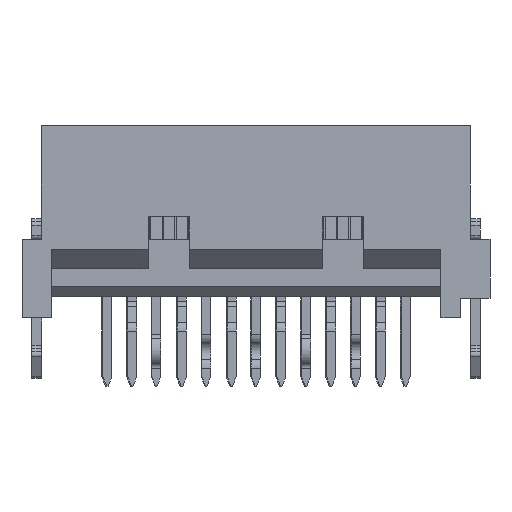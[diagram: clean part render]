
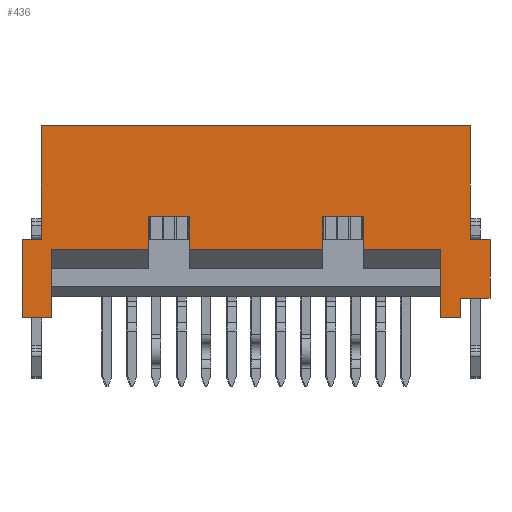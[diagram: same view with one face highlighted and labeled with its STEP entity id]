
A CAD part, front view. The second image highlights one B-rep face of the part: STEP entity #436.
In plain terms, the highlighted planar face has unit normal (0, -1, 0).
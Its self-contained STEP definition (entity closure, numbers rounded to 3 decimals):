
#35=CARTESIAN_POINT('',(-10.451,-3.511,0.));
#36=VERTEX_POINT('',#35);
#37=CARTESIAN_POINT('',(-11.956,-3.511,0.));
#38=VERTEX_POINT('',#37);
#39=CARTESIAN_POINT('',(-10.451,-3.511,0.));
#40=DIRECTION('',(-1.,0.,0.));
#41=VECTOR('',#40,1.505);
#42=LINE('',#39,#41);
#43=EDGE_CURVE('',#36,#38,#42,.T.);
#252=CARTESIAN_POINT('',(-10.451,-3.511,3.511));
#253=VERTEX_POINT('',#252);
#260=CARTESIAN_POINT('',(-10.451,-3.511,3.511));
#261=DIRECTION('',(0.,0.,-1.));
#262=VECTOR('',#261,3.511);
#263=LINE('',#260,#262);
#264=EDGE_CURVE('',#253,#36,#263,.T.);
#269=CARTESIAN_POINT('',(-11.956,-3.511,0.));
#270=DIRECTION('',(1.,0.,0.));
#271=DIRECTION('',(0.,-1.,0.));
#272=AXIS2_PLACEMENT_3D('',#269,#271,#270);
#273=PLANE('',#272);
#274=CARTESIAN_POINT('',(-3.41,-3.511,3.511));
#275=VERTEX_POINT('',#274);
#276=CARTESIAN_POINT('',(3.41,-3.511,3.511));
#277=VERTEX_POINT('',#276);
#278=CARTESIAN_POINT('',(-3.41,-3.511,3.511));
#279=DIRECTION('',(1.,0.,0.));
#280=VECTOR('',#279,6.82);
#281=LINE('',#278,#280);
#282=EDGE_CURVE('',#275,#277,#281,.T.);
#283=ORIENTED_EDGE('',*,*,#282,.T.);
#284=CARTESIAN_POINT('',(3.41,-3.511,5.165));
#285=VERTEX_POINT('',#284);
#286=CARTESIAN_POINT('',(3.41,-3.511,3.511));
#287=DIRECTION('',(0.,0.,1.));
#288=VECTOR('',#287,1.655);
#289=LINE('',#286,#288);
#290=EDGE_CURVE('',#277,#285,#289,.T.);
#291=ORIENTED_EDGE('',*,*,#290,.T.);
#292=CARTESIAN_POINT('',(5.517,-3.511,5.165));
#293=VERTEX_POINT('',#292);
#294=CARTESIAN_POINT('',(3.41,-3.511,5.165));
#295=DIRECTION('',(1.,0.,0.));
#296=VECTOR('',#295,2.106);
#297=LINE('',#294,#296);
#298=EDGE_CURVE('',#285,#293,#297,.T.);
#299=ORIENTED_EDGE('',*,*,#298,.T.);
#300=CARTESIAN_POINT('',(5.517,-3.511,3.511));
#301=VERTEX_POINT('',#300);
#302=CARTESIAN_POINT('',(5.517,-3.511,5.165));
#303=DIRECTION('',(0.,0.,-1.));
#304=VECTOR('',#303,1.655);
#305=LINE('',#302,#304);
#306=EDGE_CURVE('',#293,#301,#305,.T.);
#307=ORIENTED_EDGE('',*,*,#306,.T.);
#308=CARTESIAN_POINT('',(9.448,-3.511,3.511));
#309=VERTEX_POINT('',#308);
#310=CARTESIAN_POINT('',(5.517,-3.511,3.511));
#311=DIRECTION('',(1.,0.,0.));
#312=VECTOR('',#311,3.932);
#313=LINE('',#310,#312);
#314=EDGE_CURVE('',#301,#309,#313,.T.);
#315=ORIENTED_EDGE('',*,*,#314,.T.);
#316=CARTESIAN_POINT('',(9.448,-3.511,0.));
#317=VERTEX_POINT('',#316);
#318=CARTESIAN_POINT('',(9.448,-3.511,3.511));
#319=DIRECTION('',(0.,0.,-1.));
#320=VECTOR('',#319,3.511);
#321=LINE('',#318,#320);
#322=EDGE_CURVE('',#309,#317,#321,.T.);
#323=ORIENTED_EDGE('',*,*,#322,.T.);
#324=CARTESIAN_POINT('',(10.451,-3.511,0.));
#325=VERTEX_POINT('',#324);
#326=CARTESIAN_POINT('',(9.448,-3.511,0.));
#327=DIRECTION('',(1.,0.,0.));
#328=VECTOR('',#327,1.003);
#329=LINE('',#326,#328);
#330=EDGE_CURVE('',#317,#325,#329,.T.);
#331=ORIENTED_EDGE('',*,*,#330,.T.);
#332=CARTESIAN_POINT('',(10.451,-3.511,1.003));
#333=VERTEX_POINT('',#332);
#334=CARTESIAN_POINT('',(10.451,-3.511,0.));
#335=DIRECTION('',(0.,0.,1.));
#336=VECTOR('',#335,1.003);
#337=LINE('',#334,#336);
#338=EDGE_CURVE('',#325,#333,#337,.T.);
#339=ORIENTED_EDGE('',*,*,#338,.T.);
#340=CARTESIAN_POINT('',(11.956,-3.511,1.003));
#341=VERTEX_POINT('',#340);
#342=CARTESIAN_POINT('',(10.451,-3.511,1.003));
#343=DIRECTION('',(1.,0.,0.));
#344=VECTOR('',#343,1.505);
#345=LINE('',#342,#344);
#346=EDGE_CURVE('',#333,#341,#345,.T.);
#347=ORIENTED_EDGE('',*,*,#346,.T.);
#348=CARTESIAN_POINT('',(11.956,-3.511,4.012));
#349=VERTEX_POINT('',#348);
#350=CARTESIAN_POINT('',(11.956,-3.511,1.003));
#351=DIRECTION('',(0.,0.,1.));
#352=VECTOR('',#351,3.009);
#353=LINE('',#350,#352);
#354=EDGE_CURVE('',#341,#349,#353,.T.);
#355=ORIENTED_EDGE('',*,*,#354,.T.);
#356=CARTESIAN_POINT('',(10.958,-3.511,4.012));
#357=VERTEX_POINT('',#356);
#358=CARTESIAN_POINT('',(11.956,-3.511,4.012));
#359=DIRECTION('',(-1.,0.,0.));
#360=VECTOR('',#359,0.998);
#361=LINE('',#358,#360);
#362=EDGE_CURVE('',#349,#357,#361,.T.);
#363=ORIENTED_EDGE('',*,*,#362,.T.);
#364=CARTESIAN_POINT('',(10.958,-3.511,9.829));
#365=VERTEX_POINT('',#364);
#366=CARTESIAN_POINT('',(10.958,-3.511,4.012));
#367=DIRECTION('',(0.,0.,1.));
#368=VECTOR('',#367,5.817);
#369=LINE('',#366,#368);
#370=EDGE_CURVE('',#357,#365,#369,.T.);
#371=ORIENTED_EDGE('',*,*,#370,.T.);
#372=CARTESIAN_POINT('',(-10.958,-3.511,9.829));
#373=VERTEX_POINT('',#372);
#374=CARTESIAN_POINT('',(10.958,-3.511,9.829));
#375=DIRECTION('',(-1.,0.,0.));
#376=VECTOR('',#375,21.916);
#377=LINE('',#374,#376);
#378=EDGE_CURVE('',#365,#373,#377,.T.);
#379=ORIENTED_EDGE('',*,*,#378,.T.);
#380=CARTESIAN_POINT('',(-10.958,-3.511,4.012));
#381=VERTEX_POINT('',#380);
#382=CARTESIAN_POINT('',(-10.958,-3.511,9.829));
#383=DIRECTION('',(0.,0.,-1.));
#384=VECTOR('',#383,5.817);
#385=LINE('',#382,#384);
#386=EDGE_CURVE('',#373,#381,#385,.T.);
#387=ORIENTED_EDGE('',*,*,#386,.T.);
#388=CARTESIAN_POINT('',(-11.956,-3.511,4.012));
#389=VERTEX_POINT('',#388);
#390=CARTESIAN_POINT('',(-10.958,-3.511,4.012));
#391=DIRECTION('',(-1.,0.,0.));
#392=VECTOR('',#391,0.998);
#393=LINE('',#390,#392);
#394=EDGE_CURVE('',#381,#389,#393,.T.);
#395=ORIENTED_EDGE('',*,*,#394,.T.);
#396=CARTESIAN_POINT('',(-11.956,-3.511,4.012));
#397=DIRECTION('',(0.,0.,-1.));
#398=VECTOR('',#397,4.012);
#399=LINE('',#396,#398);
#400=EDGE_CURVE('',#389,#38,#399,.T.);
#401=ORIENTED_EDGE('',*,*,#400,.T.);
#402=ORIENTED_EDGE('',*,*,#43,.F.);
#403=ORIENTED_EDGE('',*,*,#264,.F.);
#404=CARTESIAN_POINT('',(-5.517,-3.511,3.511));
#405=VERTEX_POINT('',#404);
#406=CARTESIAN_POINT('',(-10.451,-3.511,3.511));
#407=DIRECTION('',(1.,0.,0.));
#408=VECTOR('',#407,4.935);
#409=LINE('',#406,#408);
#410=EDGE_CURVE('',#253,#405,#409,.T.);
#411=ORIENTED_EDGE('',*,*,#410,.T.);
#412=CARTESIAN_POINT('',(-5.517,-3.511,5.165));
#413=VERTEX_POINT('',#412);
#414=CARTESIAN_POINT('',(-5.517,-3.511,3.511));
#415=DIRECTION('',(0.,0.,1.));
#416=VECTOR('',#415,1.655);
#417=LINE('',#414,#416);
#418=EDGE_CURVE('',#405,#413,#417,.T.);
#419=ORIENTED_EDGE('',*,*,#418,.T.);
#420=CARTESIAN_POINT('',(-3.41,-3.511,5.165));
#421=VERTEX_POINT('',#420);
#422=CARTESIAN_POINT('',(-5.517,-3.511,5.165));
#423=DIRECTION('',(1.,0.,0.));
#424=VECTOR('',#423,2.106);
#425=LINE('',#422,#424);
#426=EDGE_CURVE('',#413,#421,#425,.T.);
#427=ORIENTED_EDGE('',*,*,#426,.T.);
#428=CARTESIAN_POINT('',(-3.41,-3.511,5.165));
#429=DIRECTION('',(0.,0.,-1.));
#430=VECTOR('',#429,1.655);
#431=LINE('',#428,#430);
#432=EDGE_CURVE('',#421,#275,#431,.T.);
#433=ORIENTED_EDGE('',*,*,#432,.T.);
#434=EDGE_LOOP('',(#283,#291,#299,#307,#315,#323,#331,#339,#347,#355,#363,#371,#379,#387,#395,#401,#402,#403,#411,#419,#427,#433));
#435=FACE_OUTER_BOUND('',#434,.T.);
#436=ADVANCED_FACE('',(#435),#273,.T.);
